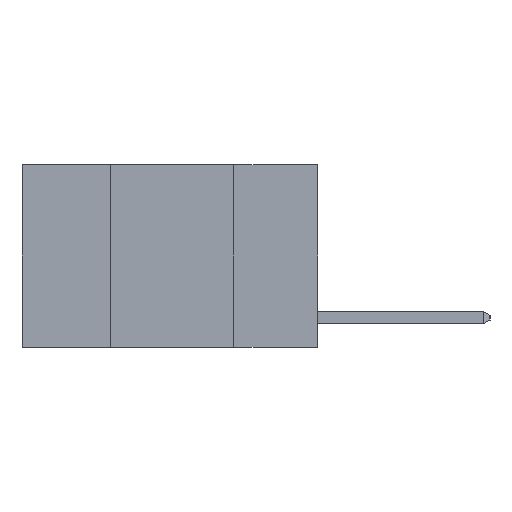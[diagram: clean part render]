
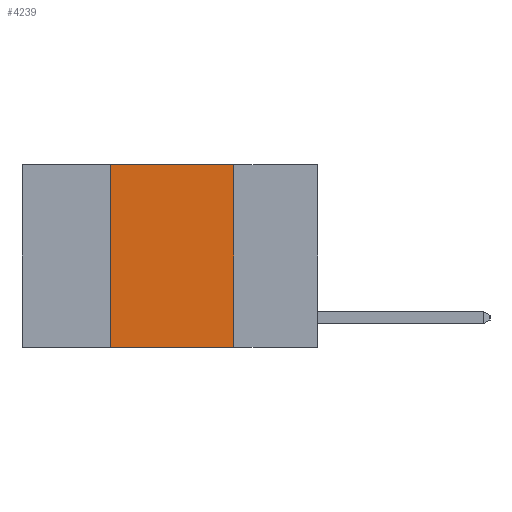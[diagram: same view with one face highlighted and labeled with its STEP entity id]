
A CAD part, left-side view. The second image highlights one B-rep face of the part: STEP entity #4239.
In plain terms, the highlighted planar face has unit normal (-1, 0, 0).
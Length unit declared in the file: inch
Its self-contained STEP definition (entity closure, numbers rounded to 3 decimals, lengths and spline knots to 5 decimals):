
#535 = EDGE_LOOP ( 'NONE', ( #2151, #4230, #2363, #675 ) ) ;
#675 = ORIENTED_EDGE ( 'NONE', *, *, #8764, .T. ) ;
#924 = DIRECTION ( 'NONE',  ( 0., 0., -1. ) ) ;
#1314 = VERTEX_POINT ( 'NONE', #5366 ) ;
#1374 = DIRECTION ( 'NONE',  ( 0., -1., 0. ) ) ;
#1600 = LINE ( 'NONE', #3182, #8887 ) ;
#2149 = VECTOR ( 'NONE', #8680, 39.37008 ) ;
#2151 = ORIENTED_EDGE ( 'NONE', *, *, #6658, .F. ) ;
#2363 = ORIENTED_EDGE ( 'NONE', *, *, #3861, .F. ) ;
#2466 = DIRECTION ( 'NONE',  ( 0., -1., 0. ) ) ;
#2593 = LINE ( 'NONE', #7250, #2149 ) ;
#2698 = LINE ( 'NONE', #8392, #6227 ) ;
#2742 = VECTOR ( 'NONE', #924, 39.37008 ) ;
#2776 = CARTESIAN_POINT ( 'NONE',  ( 0., 0.6, 0. ) ) ;
#3077 = CARTESIAN_POINT ( 'NONE',  ( 0., 0.17, 0. ) ) ;
#3182 = CARTESIAN_POINT ( 'NONE',  ( 0., 0.6, -0.37 ) ) ;
#3499 = DIRECTION ( 'NONE',  ( 1., 0., 0. ) ) ;
#3861 = EDGE_CURVE ( 'NONE', #9131, #8060, #2593, .T. ) ;
#4031 = VERTEX_POINT ( 'NONE', #5338 ) ;
#4230 = ORIENTED_EDGE ( 'NONE', *, *, #9100, .F. ) ;
#4239 = ADVANCED_FACE ( 'NONE', ( #4426 ), #6973, .F. ) ;
#4426 = FACE_OUTER_BOUND ( 'NONE', #535, .T. ) ;
#4593 = LINE ( 'NONE', #3077, #2742 ) ;
#4882 = AXIS2_PLACEMENT_3D ( 'NONE', #2776, #3499, #8422 ) ;
#5338 = CARTESIAN_POINT ( 'NONE',  ( 0., 0.17, 0. ) ) ;
#5366 = CARTESIAN_POINT ( 'NONE',  ( 0., 0.17, -0.37 ) ) ;
#6227 = VECTOR ( 'NONE', #1374, 39.37008 ) ;
#6658 = EDGE_CURVE ( 'NONE', #4031, #1314, #4593, .T. ) ;
#6973 = PLANE ( 'NONE',  #4882 ) ;
#7250 = CARTESIAN_POINT ( 'NONE',  ( 0., 0.42, 0. ) ) ;
#8060 = VERTEX_POINT ( 'NONE', #8785 ) ;
#8392 = CARTESIAN_POINT ( 'NONE',  ( 0., 0.6, 0. ) ) ;
#8422 = DIRECTION ( 'NONE',  ( 0., 0., -1. ) ) ;
#8431 = CARTESIAN_POINT ( 'NONE',  ( 0., 0.42, -0.37 ) ) ;
#8680 = DIRECTION ( 'NONE',  ( 0., 0., 1. ) ) ;
#8764 = EDGE_CURVE ( 'NONE', #9131, #1314, #1600, .T. ) ;
#8785 = CARTESIAN_POINT ( 'NONE',  ( 0., 0.42, 0. ) ) ;
#8887 = VECTOR ( 'NONE', #2466, 39.37008 ) ;
#9100 = EDGE_CURVE ( 'NONE', #8060, #4031, #2698, .T. ) ;
#9131 = VERTEX_POINT ( 'NONE', #8431 ) ;
